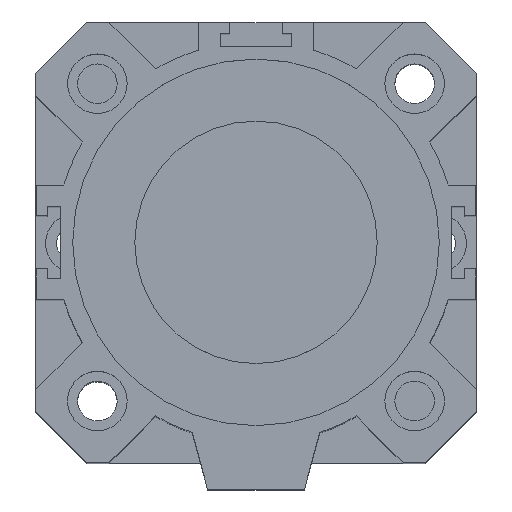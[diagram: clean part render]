
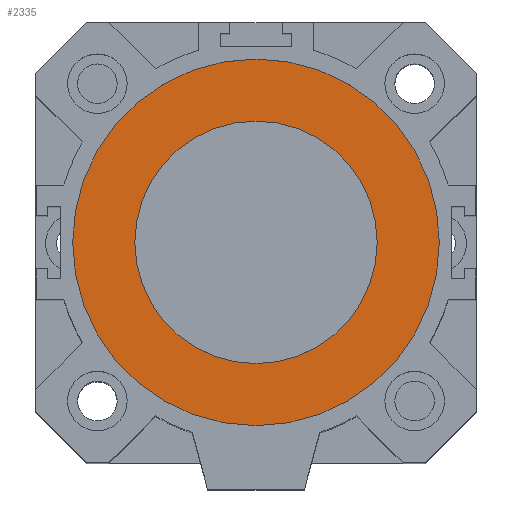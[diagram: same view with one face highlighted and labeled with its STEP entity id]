
A CAD part, top view. The second image highlights one B-rep face of the part: STEP entity #2335.
In plain terms, the highlighted planar face has unit normal (0, 0, 1).
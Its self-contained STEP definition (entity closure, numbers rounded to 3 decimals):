
#449=PLANE('',#2486);
#547=FACE_BOUND('',#766,.T.);
#548=FACE_BOUND('',#767,.T.);
#766=EDGE_LOOP('',(#1592));
#767=EDGE_LOOP('',(#1593));
#977=CIRCLE('',#2481,27.5);
#979=CIRCLE('',#2484,41.6);
#1065=VERTEX_POINT('',#3388);
#1067=VERTEX_POINT('',#3393);
#1287=EDGE_CURVE('',#1065,#1065,#977,.T.);
#1289=EDGE_CURVE('',#1067,#1067,#979,.T.);
#1592=ORIENTED_EDGE('',*,*,#1287,.F.);
#1593=ORIENTED_EDGE('',*,*,#1289,.F.);
#2335=ADVANCED_FACE('',(#547,#548),#449,.T.);
#2481=AXIS2_PLACEMENT_3D('',#3389,#2720,#2721);
#2484=AXIS2_PLACEMENT_3D('',#3394,#2726,#2727);
#2486=AXIS2_PLACEMENT_3D('',#3397,#2730,#2731);
#2720=DIRECTION('center_axis',(0.,0.,1.));
#2721=DIRECTION('ref_axis',(-1.,0.,0.));
#2726=DIRECTION('center_axis',(0.,0.,-1.));
#2727=DIRECTION('ref_axis',(-1.,0.,0.));
#2730=DIRECTION('center_axis',(0.,0.,1.));
#2731=DIRECTION('ref_axis',(1.,0.,0.));
#3388=CARTESIAN_POINT('',(27.5,0.,54.5));
#3389=CARTESIAN_POINT('Origin',(0.,0.,54.5));
#3393=CARTESIAN_POINT('',(41.6,0.,54.5));
#3394=CARTESIAN_POINT('Origin',(0.,0.,54.5));
#3397=CARTESIAN_POINT('Origin',(0.,0.,
54.5));
